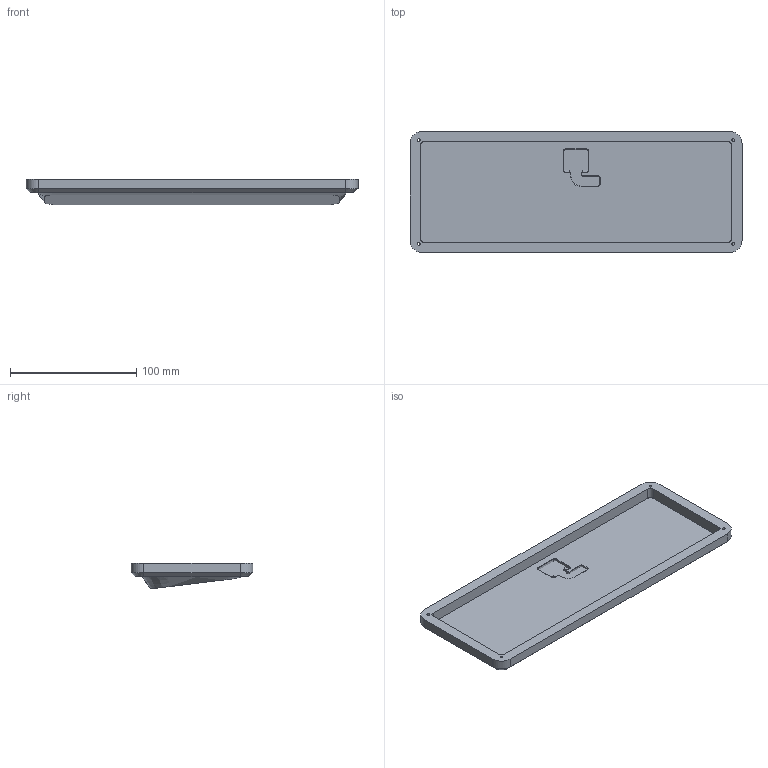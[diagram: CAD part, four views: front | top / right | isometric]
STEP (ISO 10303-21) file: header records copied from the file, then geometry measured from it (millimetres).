
FILE_DESCRIPTION(/* description */ (''),/* implementation_level */ '2;1');
FILE_NAME(/* name */ 'MB44_CaseBtm.step',/* time_stamp */ '2020-09-17T17:03:03-07:00',/* author */ (''),/* organization */ (''),/* preprocessor_version */ 'ST-DEVELOPER v18.1',/* originating_system */ 'Autodesk Translation Framework v9.3.0.1241',/* authorisation */ '');
FILE_SCHEMA (('AUTOMOTIVE_DESIGN { 1 0 10303 214 3 1 1 }'));
Length unit declared in the file: millimetre
Products named in the file (1): Case_Case Bottom_7deg new
Bounding box: 262.89 x 96.2 x 20.45 mm (x, y, z)
Volume: 180454.4 mm3; surface area: 65187.8 mm2
Topology: 1 solids, 1 shells, 136 faces, 343 edges, 217 vertices
Faces by surface type: plane 64, cylinder 51, bspline 13, cone 8
Full cylindrical faces by diameter (mm): 1.623 x4, 2.2 x4, 4.5 x4
Entity records: 4650 total; most frequent: CARTESIAN_POINT 1350, ORIENTED_EDGE 686, DIRECTION 665, EDGE_CURVE 343, AXIS2_PLACEMENT_3D 232, VERTEX_POINT 217, LINE 201, VECTOR 201
